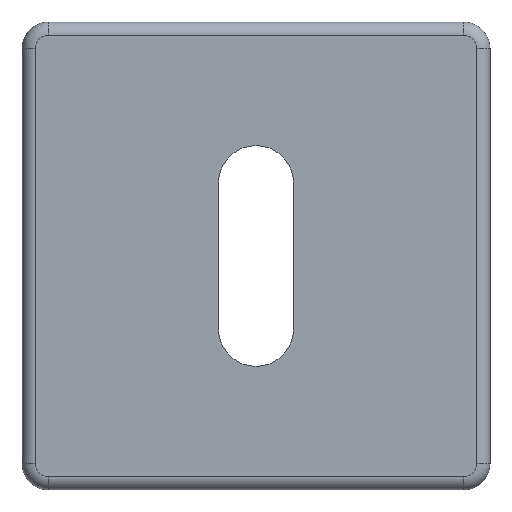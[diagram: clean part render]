
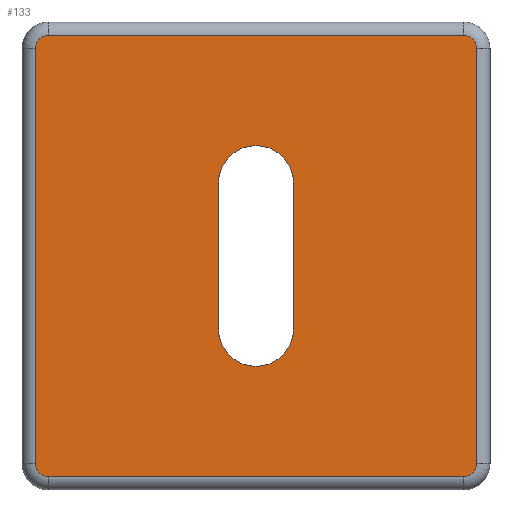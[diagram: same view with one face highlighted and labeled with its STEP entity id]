
A CAD part, front view. The second image highlights one B-rep face of the part: STEP entity #133.
In plain terms, the highlighted planar face has unit normal (0, -1, 0).
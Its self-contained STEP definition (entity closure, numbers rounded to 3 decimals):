
#133=ADVANCED_FACE('',(#353,#354),#355,.T.);
#353=FACE_OUTER_BOUND('',#657,.T.);
#354=FACE_BOUND('',#658,.T.);
#355=PLANE('',#659);
#657=EDGE_LOOP('',(#987,#988,#989,#990,#991,#992,#993,#994));
#658=EDGE_LOOP('',(#995,#996,#997,#998));
#659=AXIS2_PLACEMENT_3D('',#999,#1000,#1001);
#987=ORIENTED_EDGE('',*,*,#1901,.T.);
#988=ORIENTED_EDGE('',*,*,#1902,.T.);
#989=ORIENTED_EDGE('',*,*,#1903,.T.);
#990=ORIENTED_EDGE('',*,*,#1904,.T.);
#991=ORIENTED_EDGE('',*,*,#1905,.T.);
#992=ORIENTED_EDGE('',*,*,#1906,.T.);
#993=ORIENTED_EDGE('',*,*,#1907,.T.);
#994=ORIENTED_EDGE('',*,*,#1908,.T.);
#995=ORIENTED_EDGE('',*,*,#1899,.T.);
#996=ORIENTED_EDGE('',*,*,#1896,.T.);
#997=ORIENTED_EDGE('',*,*,#1893,.T.);
#998=ORIENTED_EDGE('',*,*,#1890,.T.);
#999=CARTESIAN_POINT('',(-27.5,-6.,-27.5));
#1000=DIRECTION('',(0.,-1.0,0.));
#1001=DIRECTION('',(1.0,0.,0.0));
#1890=EDGE_CURVE('',#2274,#2272,#2275,.T.);
#1893=EDGE_CURVE('',#2278,#2274,#2279,.T.);
#1896=EDGE_CURVE('',#2282,#2278,#2283,.T.);
#1899=EDGE_CURVE('',#2272,#2282,#2286,.T.);
#1901=EDGE_CURVE('',#2288,#2289,#2290,.T.);
#1902=EDGE_CURVE('',#2289,#2291,#2292,.T.);
#1903=EDGE_CURVE('',#2291,#2293,#2294,.T.);
#1904=EDGE_CURVE('',#2293,#2295,#2296,.T.);
#1905=EDGE_CURVE('',#2295,#2297,#2298,.T.);
#1906=EDGE_CURVE('',#2297,#2299,#2300,.T.);
#1907=EDGE_CURVE('',#2299,#2301,#2302,.T.);
#1908=EDGE_CURVE('',#2301,#2288,#2303,.T.);
#2272=VERTEX_POINT('',#2817);
#2274=VERTEX_POINT('',#2820);
#2275=LINE('',#2821,#2822);
#2278=VERTEX_POINT('',#2826);
#2279=CIRCLE('',#2827,4.25);
#2282=VERTEX_POINT('',#2831);
#2283=LINE('',#2832,#2833);
#2286=CIRCLE('',#2837,4.25);
#2288=VERTEX_POINT('',#2839);
#2289=VERTEX_POINT('',#2840);
#2290=CIRCLE('',#2841,1.5);
#2291=VERTEX_POINT('',#2842);
#2292=LINE('',#2843,#2844);
#2293=VERTEX_POINT('',#2845);
#2294=CIRCLE('',#2846,1.5);
#2295=VERTEX_POINT('',#2847);
#2296=LINE('',#2848,#2849);
#2297=VERTEX_POINT('',#2850);
#2298=CIRCLE('',#2851,1.5);
#2299=VERTEX_POINT('',#2852);
#2300=LINE('',#2853,#2854);
#2301=VERTEX_POINT('',#2855);
#2302=CIRCLE('',#2856,1.5);
#2303=LINE('',#2857,#2858);
#2817=CARTESIAN_POINT('',(4.25,-6.,-8.25));
#2820=CARTESIAN_POINT('',(4.25,-6.,8.25));
#2821=CARTESIAN_POINT('',(4.25,-6.,8.25));
#2822=VECTOR('',#3545,16.5);
#2826=CARTESIAN_POINT('',(-4.25,-6.,8.25));
#2827=AXIS2_PLACEMENT_3D('',#3547,#3548,#3549);
#2831=CARTESIAN_POINT('',(-4.25,-6.,-8.25));
#2832=CARTESIAN_POINT('',(-4.25,-6.,-8.25));
#2833=VECTOR('',#3551,16.5);
#2837=AXIS2_PLACEMENT_3D('',#3553,#3554,#3555);
#2839=CARTESIAN_POINT('',(-23.5,-6.,25.0));
#2840=CARTESIAN_POINT('',(-25.,-6.,23.5));
#2841=AXIS2_PLACEMENT_3D('',#3556,#3557,#3558);
#2842=CARTESIAN_POINT('',(-25.,-6.,-23.5));
#2843=CARTESIAN_POINT('',(-25.,-6.,23.5));
#2844=VECTOR('',#3559,47.0);
#2845=CARTESIAN_POINT('',(-23.5,-6.,-25.));
#2846=AXIS2_PLACEMENT_3D('',#3560,#3561,#3562);
#2847=CARTESIAN_POINT('',(23.5,-6.,-25.0));
#2848=CARTESIAN_POINT('',(-23.5,-6.,-25.));
#2849=VECTOR('',#3563,47.0);
#2850=CARTESIAN_POINT('',(25.,-6.,-23.5));
#2851=AXIS2_PLACEMENT_3D('',#3564,#3565,#3566);
#2852=CARTESIAN_POINT('',(25.,-6.,23.5));
#2853=CARTESIAN_POINT('',(25.,-6.,-23.5));
#2854=VECTOR('',#3567,47.0);
#2855=CARTESIAN_POINT('',(23.5,-6.,25.0));
#2856=AXIS2_PLACEMENT_3D('',#3568,#3569,#3570);
#2857=CARTESIAN_POINT('',(23.5,-6.,25.0));
#2858=VECTOR('',#3571,47.0);
#3545=DIRECTION('',(0.,0.,-1.0));
#3547=CARTESIAN_POINT('',(0.,-6.0,8.25));
#3548=DIRECTION('',(0.,1.0,0.));
#3549=DIRECTION('',(-1.0,0.,0.0));
#3551=DIRECTION('',(0.,0.,1.0));
#3553=CARTESIAN_POINT('',(0.,-6.0,-8.25));
#3554=DIRECTION('',(0.,1.0,0.));
#3555=DIRECTION('',(1.0,0.,0.0));
#3556=CARTESIAN_POINT('',(-23.5,-6.,23.5));
#3557=DIRECTION('',(0.,-1.0,0.));
#3558=DIRECTION('',(0.,0.,1.0));
#3559=DIRECTION('',(0.,0.,-1.0));
#3560=CARTESIAN_POINT('',(-23.5,-6.,-23.5));
#3561=DIRECTION('',(0.,-1.0,0.));
#3562=DIRECTION('',(-1.0,0.,0.0));
#3563=DIRECTION('',(1.0,0.,0.));
#3564=CARTESIAN_POINT('',(23.5,-6.,-23.5));
#3565=DIRECTION('',(0.,-1.0,0.));
#3566=DIRECTION('',(0.,0.,-1.0));
#3567=DIRECTION('',(0.,0.,1.0));
#3568=CARTESIAN_POINT('',(23.5,-6.,23.5));
#3569=DIRECTION('',(0.,-1.0,0.));
#3570=DIRECTION('',(1.0,0.,0.0));
#3571=DIRECTION('',(-1.0,0.,0.0));
